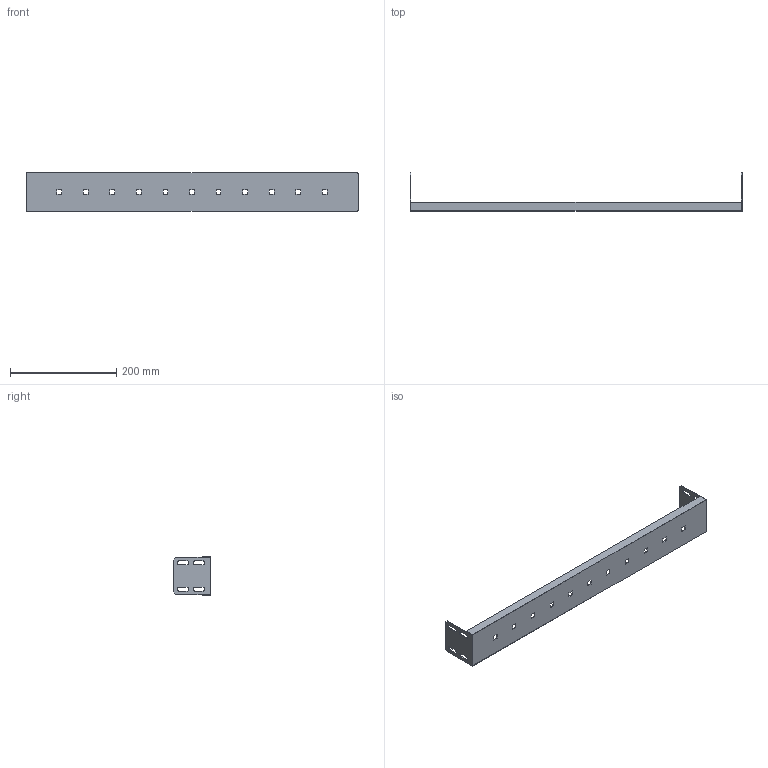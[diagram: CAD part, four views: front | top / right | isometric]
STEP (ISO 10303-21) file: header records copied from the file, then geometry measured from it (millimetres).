
FILE_DESCRIPTION (( 'STEP AP203' ), '1' );
FILE_NAME ('MTK800_Default.step', '2025-05-14T12:52:23', ( 'Windows User' ), ( 'AUTOMATION DIRECT' ), 'SwSTEP 2.0', 'SolidWorks 2024', '' );
FILE_SCHEMA (( 'CONFIG_CONTROL_DESIGN' ));
Length unit declared in the file: millimetre
Products named in the file (1): MTK800_Default
Bounding box: 625 x 71.5 x 73 mm (x, y, z)
Volume: 107980.5 mm3; surface area: 147777.1 mm2
Topology: 1 solids, 1 shells, 114 faces, 324 edges, 212 vertices
Faces by surface type: plane 94, cylinder 20
Entity records: 3805 total; most frequent: CARTESIAN_POINT 651, ORIENTED_EDGE 648, DIRECTION 594, EDGE_CURVE 324, LINE 284, VECTOR 284, VERTEX_POINT 212, AXIS2_PLACEMENT_3D 155
